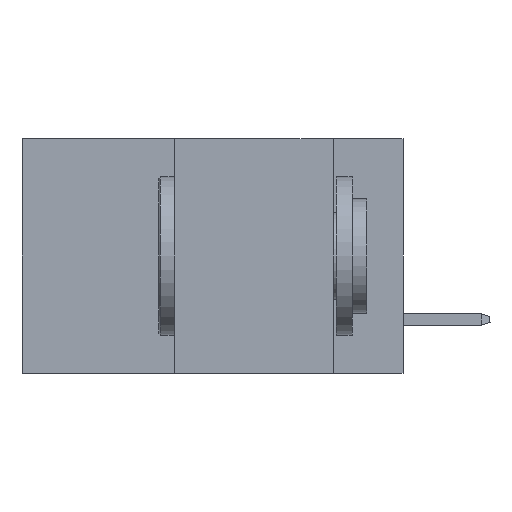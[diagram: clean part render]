
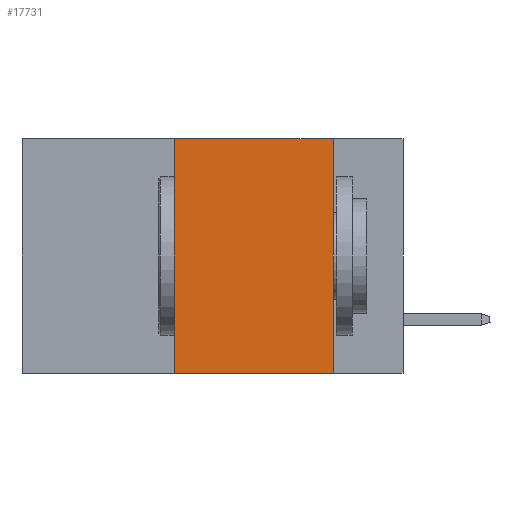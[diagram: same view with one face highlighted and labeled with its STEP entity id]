
A CAD part, left-side view. The second image highlights one B-rep face of the part: STEP entity #17731.
In plain terms, the highlighted planar face has unit normal (-1, 0, 0).
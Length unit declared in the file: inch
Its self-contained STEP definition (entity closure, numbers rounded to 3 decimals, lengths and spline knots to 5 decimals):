
#511 = CARTESIAN_POINT ( 'NONE',  ( 0., 0.11, -0.37 ) ) ;
#2104 = DIRECTION ( 'NONE',  ( 0., -1., 0. ) ) ;
#2611 = LINE ( 'NONE', #19514, #12333 ) ;
#3771 = DIRECTION ( 'NONE',  ( 0., 0., -1. ) ) ;
#3995 = CARTESIAN_POINT ( 'NONE',  ( 0., 0.11, 0. ) ) ;
#4568 = PLANE ( 'NONE',  #11522 ) ;
#5679 = CARTESIAN_POINT ( 'NONE',  ( 0., 0.6, 0. ) ) ;
#5879 = LINE ( 'NONE', #12276, #14644 ) ;
#6036 = DIRECTION ( 'NONE',  ( 1., 0., 0. ) ) ;
#6182 = VECTOR ( 'NONE', #10809, 39.37008 ) ;
#7380 = EDGE_CURVE ( 'NONE', #9972, #15201, #13110, .T. ) ;
#8825 = EDGE_CURVE ( 'NONE', #19628, #15201, #2611, .T. ) ;
#9972 = VERTEX_POINT ( 'NONE', #17649 ) ;
#10390 = EDGE_LOOP ( 'NONE', ( #20705, #20025, #16883, #18011 ) ) ;
#10809 = DIRECTION ( 'NONE',  ( 0., -1., 0. ) ) ;
#10915 = DIRECTION ( 'NONE',  ( 0., 0., 1. ) ) ;
#11522 = AXIS2_PLACEMENT_3D ( 'NONE', #15385, #6036, #12430 ) ;
#11716 = VERTEX_POINT ( 'NONE', #13002 ) ;
#12276 = CARTESIAN_POINT ( 'NONE',  ( 0., 0.36, 0. ) ) ;
#12283 = VECTOR ( 'NONE', #3771, 39.37008 ) ;
#12333 = VECTOR ( 'NONE', #2104, 39.37008 ) ;
#12430 = DIRECTION ( 'NONE',  ( 0., 0., -1. ) ) ;
#13002 = CARTESIAN_POINT ( 'NONE',  ( 0., 0.36, 0. ) ) ;
#13110 = LINE ( 'NONE', #3995, #12283 ) ;
#14644 = VECTOR ( 'NONE', #10915, 39.37008 ) ;
#15201 = VERTEX_POINT ( 'NONE', #511 ) ;
#15220 = CARTESIAN_POINT ( 'NONE',  ( 0., 0.36, -0.37 ) ) ;
#15385 = CARTESIAN_POINT ( 'NONE',  ( 0., 0.6, 0. ) ) ;
#16775 = EDGE_CURVE ( 'NONE', #19628, #11716, #5879, .T. ) ;
#16883 = ORIENTED_EDGE ( 'NONE', *, *, #16775, .F. ) ;
#17649 = CARTESIAN_POINT ( 'NONE',  ( 0., 0.11, 0. ) ) ;
#17731 = ADVANCED_FACE ( 'NONE', ( #18940 ), #4568, .F. ) ;
#18011 = ORIENTED_EDGE ( 'NONE', *, *, #8825, .T. ) ;
#18940 = FACE_OUTER_BOUND ( 'NONE', #10390, .T. ) ;
#19514 = CARTESIAN_POINT ( 'NONE',  ( 0., 0.6, -0.37 ) ) ;
#19628 = VERTEX_POINT ( 'NONE', #15220 ) ;
#19822 = EDGE_CURVE ( 'NONE', #11716, #9972, #20263, .T. ) ;
#20025 = ORIENTED_EDGE ( 'NONE', *, *, #19822, .F. ) ;
#20263 = LINE ( 'NONE', #5679, #6182 ) ;
#20705 = ORIENTED_EDGE ( 'NONE', *, *, #7380, .F. ) ;
